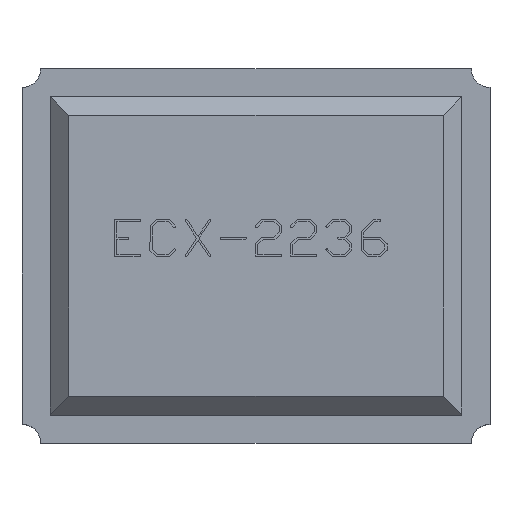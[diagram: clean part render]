
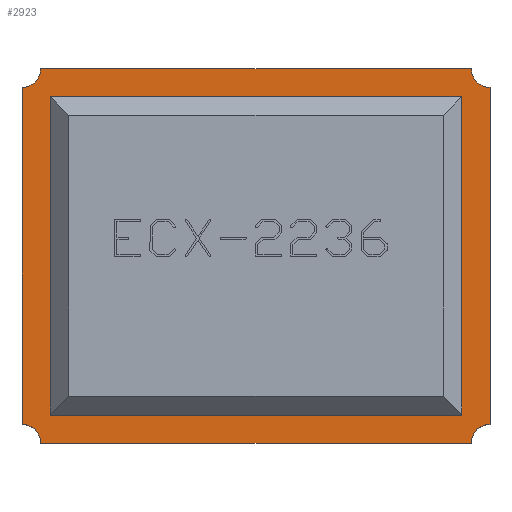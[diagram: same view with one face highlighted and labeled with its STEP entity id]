
A CAD part, top view. The second image highlights one B-rep face of the part: STEP entity #2923.
In plain terms, the highlighted face is planar.
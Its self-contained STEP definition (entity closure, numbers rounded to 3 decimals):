
#99=CIRCLE('',#3043,0.1);
#101=CIRCLE('',#3046,0.1);
#103=CIRCLE('',#3051,0.1);
#105=CIRCLE('',#3055,0.1);
#175=FACE_OUTER_BOUND('',#278,.T.);
#278=EDGE_LOOP('',(#2056,#2057,#2058,#2059,#2060,#2061,#2062,#2063));
#430=LINE('',#3894,#802);
#440=LINE('',#3920,#812);
#445=LINE('',#3931,#817);
#450=LINE('',#3943,#822);
#802=VECTOR('',#3242,1000.);
#812=VECTOR('',#3266,1000.);
#817=VECTOR('',#3273,1000.);
#822=VECTOR('',#3286,1000.);
#1165=VERTEX_POINT('',#3891);
#1166=VERTEX_POINT('',#3893);
#1169=VERTEX_POINT('',#3901);
#1171=VERTEX_POINT('',#3907);
#1175=VERTEX_POINT('',#3918);
#1179=VERTEX_POINT('',#3928);
#1180=VERTEX_POINT('',#3930);
#1183=VERTEX_POINT('',#3942);
#1538=EDGE_CURVE('',#1166,#1165,#430,.T.);
#1542=EDGE_CURVE('',#1166,#1169,#99,.T.);
#1546=EDGE_CURVE('',#1171,#1165,#101,.T.);
#1552=EDGE_CURVE('',#1171,#1175,#440,.T.);
#1557=EDGE_CURVE('',#1180,#1179,#445,.T.);
#1561=EDGE_CURVE('',#1180,#1175,#103,.T.);
#1564=EDGE_CURVE('',#1183,#1169,#450,.T.);
#1569=EDGE_CURVE('',#1183,#1179,#105,.T.);
#2056=ORIENTED_EDGE('',*,*,#1561,.F.);
#2057=ORIENTED_EDGE('',*,*,#1557,.T.);
#2058=ORIENTED_EDGE('',*,*,#1569,.F.);
#2059=ORIENTED_EDGE('',*,*,#1564,.T.);
#2060=ORIENTED_EDGE('',*,*,#1542,.F.);
#2061=ORIENTED_EDGE('',*,*,#1538,.T.);
#2062=ORIENTED_EDGE('',*,*,#1546,.F.);
#2063=ORIENTED_EDGE('',*,*,#1552,.T.);
#2823=PLANE('',#3056);
#2923=ADVANCED_FACE('',(#175),#2823,.T.);
#3043=AXIS2_PLACEMENT_3D('',#3902,#3249,#3250);
#3046=AXIS2_PLACEMENT_3D('',#3909,#3257,#3258);
#3051=AXIS2_PLACEMENT_3D('',#3937,#3280,#3281);
#3055=AXIS2_PLACEMENT_3D('',#3951,#3294,#3295);
#3056=AXIS2_PLACEMENT_3D('',#3952,#3296,#3297);
#3242=DIRECTION('',(0.,0.,-1.));
#3249=DIRECTION('center_axis',(0.,1.,0.));
#3250=DIRECTION('ref_axis',(0.,0.,1.));
#3257=DIRECTION('center_axis',(0.,1.,0.));
#3258=DIRECTION('ref_axis',(0.,0.,1.));
#3266=DIRECTION('',(-1.,0.,0.));
#3273=DIRECTION('',(0.,0.,1.));
#3280=DIRECTION('center_axis',(0.,1.,0.));
#3281=DIRECTION('ref_axis',(0.,0.,1.));
#3286=DIRECTION('',(1.,0.,0.));
#3294=DIRECTION('center_axis',(0.,1.,0.));
#3295=DIRECTION('ref_axis',(0.,0.,1.));
#3296=DIRECTION('center_axis',(0.,1.,0.));
#3297=DIRECTION('ref_axis',(0.,0.,1.));
#3891=CARTESIAN_POINT('',(1.25,0.3,-0.9));
#3893=CARTESIAN_POINT('',(1.25,0.3,0.9));
#3894=CARTESIAN_POINT('',(1.25,0.3,-1.));
#3901=CARTESIAN_POINT('',(1.15,0.3,1.));
#3902=CARTESIAN_POINT('Origin',(1.25,0.3,1.));
#3907=CARTESIAN_POINT('',(1.15,0.3,-1.));
#3909=CARTESIAN_POINT('Origin',(1.25,0.3,-1.));
#3918=CARTESIAN_POINT('',(-1.15,0.3,-1.));
#3920=CARTESIAN_POINT('',(-1.25,0.3,-1.));
#3928=CARTESIAN_POINT('',(-1.25,0.3,0.9));
#3930=CARTESIAN_POINT('',(-1.25,0.3,-0.9));
#3931=CARTESIAN_POINT('',(-1.25,0.3,-1.));
#3937=CARTESIAN_POINT('Origin',(-1.25,0.3,-1.));
#3942=CARTESIAN_POINT('',(-1.15,0.3,1.));
#3943=CARTESIAN_POINT('',(-1.25,0.3,1.));
#3951=CARTESIAN_POINT('Origin',(-1.25,0.3,1.));
#3952=CARTESIAN_POINT('Origin',(0.,0.3,0.));
